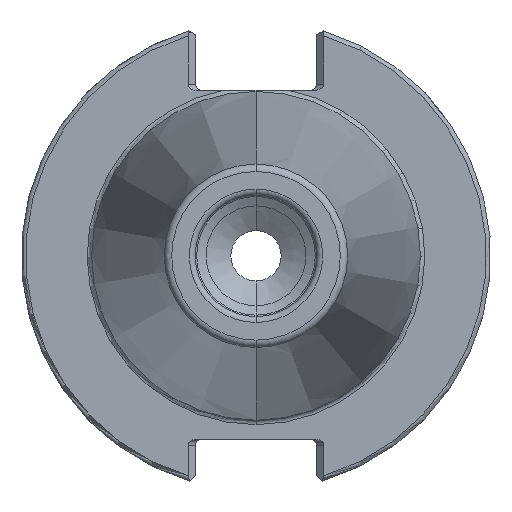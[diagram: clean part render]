
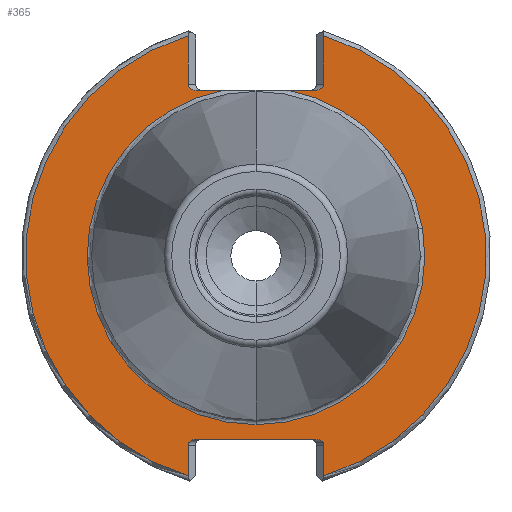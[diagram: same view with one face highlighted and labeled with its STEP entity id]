
A CAD part, left-side view. The second image highlights one B-rep face of the part: STEP entity #365.
In plain terms, the highlighted planar face has unit normal (-1, 0, 0).
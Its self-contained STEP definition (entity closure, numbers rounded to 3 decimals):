
#84 = ORIENTED_EDGE ( 'NONE', *, *, #535, .T. ) ;
#124 = DIRECTION ( 'NONE',  ( 0., 0., 1. ) ) ;
#127 = VERTEX_POINT ( 'NONE', #4002 ) ;
#185 = EDGE_CURVE ( 'NONE', #2053, #127, #3038, .T. ) ;
#212 = DIRECTION ( 'NONE',  ( -1., 0., 0. ) ) ;
#217 = ORIENTED_EDGE ( 'NONE', *, *, #5091, .F. ) ;
#275 = CARTESIAN_POINT ( 'NONE',  ( 3.175, 8.711, -24.8 ) ) ;
#292 = CARTESIAN_POINT ( 'NONE',  ( 3.175, -9.18, 29.767 ) ) ;
#346 = ORIENTED_EDGE ( 'NONE', *, *, #2635, .T. ) ;
#348 = CARTESIAN_POINT ( 'NONE',  ( 3.175, 9.18, -25.131 ) ) ;
#355 = ORIENTED_EDGE ( 'NONE', *, *, #2524, .T. ) ;
#356 = LINE ( 'NONE', #4160, #1443 ) ;
#365 = ADVANCED_FACE ( 'NONE', ( #3277 ), #3339, .F. ) ;
#388 = ORIENTED_EDGE ( 'NONE', *, *, #3429, .F. ) ;
#402 = CARTESIAN_POINT ( 'NONE',  ( 3.175, 0., 0. ) ) ;
#422 = CARTESIAN_POINT ( 'NONE',  ( 3.175, 9.18, -25.6 ) ) ;
#502 = CARTESIAN_POINT ( 'NONE',  ( 3.175, -8.049, -24.8 ) ) ;
#510 = CARTESIAN_POINT ( 'NONE',  ( 3.175, 8.049, -24.8 ) ) ;
#535 = EDGE_CURVE ( 'NONE', #2040, #2129, #2639, .T. ) ;
#564 = EDGE_CURVE ( 'NONE', #4371, #1620, #3606, .T. ) ;
#659 = VERTEX_POINT ( 'NONE', #5283 ) ;
#663 = EDGE_CURVE ( 'NONE', #3616, #1620, #2360, .T. ) ;
#719 = CARTESIAN_POINT ( 'NONE',  ( 3.175, -9.18, -29.767 ) ) ;
#727 = CARTESIAN_POINT ( 'NONE',  ( 3.175, 9.18, -25.6 ) ) ;
#750 = CARTESIAN_POINT ( 'NONE',  ( 3.175, 8.711, 22.4 ) ) ;
#811 = LINE ( 'NONE', #4696, #3973 ) ;
#815 = CARTESIAN_POINT ( 'NONE',  ( 3.175, -9.18, -25.131 ) ) ;
#821 = CARTESIAN_POINT ( 'NONE',  ( 3.175, -9.18, -25.6 ) ) ;
#823 = DIRECTION ( 'NONE',  ( 0., 0., 1. ) ) ;
#871 = DIRECTION ( 'NONE',  ( 1., 0., 0. ) ) ;
#876 = CIRCLE ( 'NONE', #1281, 22.825 ) ;
#944 = LINE ( 'NONE', #2061, #3134 ) ;
#957 = CARTESIAN_POINT ( 'NONE',  ( 3.175, -9.18, -31.75 ) ) ;
#1003 = ORIENTED_EDGE ( 'NONE', *, *, #3413, .T. ) ;
#1168 = CARTESIAN_POINT ( 'NONE',  ( 3.175, 8.049, 22.4 ) ) ;
#1192 = VERTEX_POINT ( 'NONE', #821 ) ;
#1207 = EDGE_CURVE ( 'NONE', #2129, #5285, #2772, .T. ) ;
#1219 = CARTESIAN_POINT ( 'NONE',  ( 3.175, 22.825, 22.4 ) ) ;
#1267 = CARTESIAN_POINT ( 'NONE',  ( 3.175, 0., 0. ) ) ;
#1281 = AXIS2_PLACEMENT_3D ( 'NONE', #402, #3295, #823 ) ;
#1299 = ORIENTED_EDGE ( 'NONE', *, *, #2716, .T. ) ;
#1443 = VECTOR ( 'NONE', #4581, 1000. ) ;
#1611 = CARTESIAN_POINT ( 'NONE',  ( 3.175, -8.711, -24.8 ) ) ;
#1620 = VERTEX_POINT ( 'NONE', #292 ) ;
#1630 =( BOUNDED_CURVE ( )  B_SPLINE_CURVE ( 3, ( #3161, #2907, #3338, #3560 ),
 .UNSPECIFIED., .F., .F. ) 
 B_SPLINE_CURVE_WITH_KNOTS ( ( 4, 4 ),
 ( 3.142, 4.712 ),
 .UNSPECIFIED. ) 
 CURVE ( )  GEOMETRIC_REPRESENTATION_ITEM ( )  RATIONAL_B_SPLINE_CURVE ( ( 1., 0.805, 0.805, 1. ) ) 
 REPRESENTATION_ITEM ( '' )  );
#1647 = VECTOR ( 'NONE', #3598, 1000. ) ;
#1668 = DIRECTION ( 'NONE',  ( 0., 0., 1. ) ) ;
#1908 = CARTESIAN_POINT ( 'NONE',  ( 3.175, 8.049, -24.8 ) ) ;
#1984 = ORIENTED_EDGE ( 'NONE', *, *, #3092, .T. ) ;
#1991 = CARTESIAN_POINT ( 'NONE',  ( 3.175, 9.18, 22.731 ) ) ;
#2040 = VERTEX_POINT ( 'NONE', #2479 ) ;
#2053 = VERTEX_POINT ( 'NONE', #4915 ) ;
#2061 = CARTESIAN_POINT ( 'NONE',  ( 3.175, 22.825, 22.4 ) ) ;
#2129 = VERTEX_POINT ( 'NONE', #727 ) ;
#2130 = CARTESIAN_POINT ( 'NONE',  ( 3.175, -9.18, 23.2 ) ) ;
#2157 = EDGE_CURVE ( 'NONE', #3616, #659, #1630, .T. ) ;
#2158 = ORIENTED_EDGE ( 'NONE', *, *, #1207, .T. ) ;
#2216 = CIRCLE ( 'NONE', #4626, 31.15 ) ;
#2244 = VERTEX_POINT ( 'NONE', #2374 ) ;
#2274 = AXIS2_PLACEMENT_3D ( 'NONE', #2698, #212, #3109 ) ;
#2360 = LINE ( 'NONE', #5323, #4417 ) ;
#2374 = CARTESIAN_POINT ( 'NONE',  ( 3.175, 9.18, 29.767 ) ) ;
#2391 = ORIENTED_EDGE ( 'NONE', *, *, #3995, .F. ) ;
#2479 = CARTESIAN_POINT ( 'NONE',  ( 3.175, 9.18, -29.767 ) ) ;
#2491 = DIRECTION ( 'NONE',  ( 0., 1., 0. ) ) ;
#2524 = EDGE_CURVE ( 'NONE', #5285, #4073, #811, .T. ) ;
#2635 = EDGE_CURVE ( 'NONE', #4073, #1192, #3164, .T. ) ;
#2639 = LINE ( 'NONE', #3649, #1647 ) ;
#2698 = CARTESIAN_POINT ( 'NONE',  ( 3.175, 0., 0. ) ) ;
#2716 = EDGE_CURVE ( 'NONE', #2244, #2040, #2216, .T. ) ;
#2769 = AXIS2_PLACEMENT_3D ( 'NONE', #3907, #3920, #3925 ) ;
#2772 =( BOUNDED_CURVE ( )  B_SPLINE_CURVE ( 3, ( #422, #348, #275, #510 ),
 .UNSPECIFIED., .F., .T. ) 
 B_SPLINE_CURVE_WITH_KNOTS ( ( 4, 4 ),
 ( 3.142, 4.712 ),
 .UNSPECIFIED. ) 
 CURVE ( )  GEOMETRIC_REPRESENTATION_ITEM ( )  RATIONAL_B_SPLINE_CURVE ( ( 1., 0.805, 0.805, 1. ) ) 
 REPRESENTATION_ITEM ( '' )  );
#2776 = ORIENTED_EDGE ( 'NONE', *, *, #2157, .T. ) ;
#2907 = CARTESIAN_POINT ( 'NONE',  ( 3.175, -9.18, 22.731 ) ) ;
#3038 =( BOUNDED_CURVE ( )  B_SPLINE_CURVE ( 3, ( #1168, #750, #1991, #4874 ),
 .UNSPECIFIED., .F., .T. ) 
 B_SPLINE_CURVE_WITH_KNOTS ( ( 4, 4 ),
 ( 4.712, 6.283 ),
 .UNSPECIFIED. ) 
 CURVE ( )  GEOMETRIC_REPRESENTATION_ITEM ( )  RATIONAL_B_SPLINE_CURVE ( ( 1., 0.805, 0.805, 1. ) ) 
 REPRESENTATION_ITEM ( '' )  );
#3092 = EDGE_CURVE ( 'NONE', #659, #4366, #944, .T. ) ;
#3109 = DIRECTION ( 'NONE',  ( 0., 0., 1. ) ) ;
#3134 = VECTOR ( 'NONE', #2491, 1000. ) ;
#3161 = CARTESIAN_POINT ( 'NONE',  ( 3.175, -9.18, 23.2 ) ) ;
#3164 =( BOUNDED_CURVE ( )  B_SPLINE_CURVE ( 3, ( #4506, #1611, #815, #3716 ),
 .UNSPECIFIED., .F., .F. ) 
 B_SPLINE_CURVE_WITH_KNOTS ( ( 4, 4 ),
 ( 4.712, 6.283 ),
 .UNSPECIFIED. ) 
 CURVE ( )  GEOMETRIC_REPRESENTATION_ITEM ( )  RATIONAL_B_SPLINE_CURVE ( ( 1., 0.805, 0.805, 1. ) ) 
 REPRESENTATION_ITEM ( '' )  );
#3192 = VECTOR ( 'NONE', #4100, 1000. ) ;
#3277 = FACE_OUTER_BOUND ( 'NONE', #4647, .T. ) ;
#3295 = DIRECTION ( 'NONE',  ( -1., 0., 0. ) ) ;
#3338 = CARTESIAN_POINT ( 'NONE',  ( 3.175, -8.711, 22.4 ) ) ;
#3339 = PLANE ( 'NONE',  #4518 ) ;
#3413 = EDGE_CURVE ( 'NONE', #3816, #2053, #4153, .T. ) ;
#3429 = EDGE_CURVE ( 'NONE', #4115, #4366, #876, .T. ) ;
#3430 = DIRECTION ( 'NONE',  ( 0., 0., 1. ) ) ;
#3481 = ORIENTED_EDGE ( 'NONE', *, *, #663, .F. ) ;
#3543 = CARTESIAN_POINT ( 'NONE',  ( 3.175, 4.384, 22.4 ) ) ;
#3560 = CARTESIAN_POINT ( 'NONE',  ( 3.175, -8.049, 22.4 ) ) ;
#3598 = DIRECTION ( 'NONE',  ( 0., 0., 1. ) ) ;
#3606 = CIRCLE ( 'NONE', #2769, 31.15 ) ;
#3616 = VERTEX_POINT ( 'NONE', #2130 ) ;
#3625 = CARTESIAN_POINT ( 'NONE',  ( 3.175, -4.384, 22.4 ) ) ;
#3649 = CARTESIAN_POINT ( 'NONE',  ( 3.175, 9.18, -31.75 ) ) ;
#3716 = CARTESIAN_POINT ( 'NONE',  ( 3.175, -9.18, -25.6 ) ) ;
#3737 = ORIENTED_EDGE ( 'NONE', *, *, #3763, .F. ) ;
#3763 = EDGE_CURVE ( 'NONE', #3816, #4115, #4156, .T. ) ;
#3765 = DIRECTION ( 'NONE',  ( 0., 0., -1. ) ) ;
#3816 = VERTEX_POINT ( 'NONE', #3543 ) ;
#3907 = CARTESIAN_POINT ( 'NONE',  ( 3.175, 0., 0. ) ) ;
#3920 = DIRECTION ( 'NONE',  ( -1., 0., 0. ) ) ;
#3925 = DIRECTION ( 'NONE',  ( 0., 0., 1. ) ) ;
#3973 = VECTOR ( 'NONE', #4795, 1000. ) ;
#3995 = EDGE_CURVE ( 'NONE', #2244, #127, #356, .T. ) ;
#4002 = CARTESIAN_POINT ( 'NONE',  ( 3.175, 9.18, 23.2 ) ) ;
#4073 = VERTEX_POINT ( 'NONE', #502 ) ;
#4100 = DIRECTION ( 'NONE',  ( 0., 1., 0. ) ) ;
#4115 = VERTEX_POINT ( 'NONE', #4254 ) ;
#4148 = DIRECTION ( 'NONE',  ( -1., 0., 0. ) ) ;
#4150 = LINE ( 'NONE', #957, #4275 ) ;
#4153 = LINE ( 'NONE', #1219, #3192 ) ;
#4156 = CIRCLE ( 'NONE', #2274, 22.825 ) ;
#4160 = CARTESIAN_POINT ( 'NONE',  ( 3.175, 9.18, 0. ) ) ;
#4254 = CARTESIAN_POINT ( 'NONE',  ( 3.175, 0., -22.825 ) ) ;
#4275 = VECTOR ( 'NONE', #3430, 1000. ) ;
#4366 = VERTEX_POINT ( 'NONE', #3625 ) ;
#4371 = VERTEX_POINT ( 'NONE', #719 ) ;
#4417 = VECTOR ( 'NONE', #124, 1000. ) ;
#4506 = CARTESIAN_POINT ( 'NONE',  ( 3.175, -8.049, -24.8 ) ) ;
#4511 = ORIENTED_EDGE ( 'NONE', *, *, #564, .T. ) ;
#4518 = AXIS2_PLACEMENT_3D ( 'NONE', #4967, #871, #3765 ) ;
#4581 = DIRECTION ( 'NONE',  ( 0., 0., -1. ) ) ;
#4626 = AXIS2_PLACEMENT_3D ( 'NONE', #1267, #4148, #1668 ) ;
#4647 = EDGE_LOOP ( 'NONE', ( #84, #2158, #355, #346, #217, #4511, #3481, #2776, #1984, #388, #3737, #1003, #5289, #2391, #1299 ) ) ;
#4696 = CARTESIAN_POINT ( 'NONE',  ( 3.175, -9.18, -24.8 ) ) ;
#4795 = DIRECTION ( 'NONE',  ( 0., -1., 0. ) ) ;
#4874 = CARTESIAN_POINT ( 'NONE',  ( 3.175, 9.18, 23.2 ) ) ;
#4915 = CARTESIAN_POINT ( 'NONE',  ( 3.175, 8.049, 22.4 ) ) ;
#4967 = CARTESIAN_POINT ( 'NONE',  ( 3.175, 22.825, 0. ) ) ;
#5091 = EDGE_CURVE ( 'NONE', #4371, #1192, #4150, .T. ) ;
#5283 = CARTESIAN_POINT ( 'NONE',  ( 3.175, -8.049, 22.4 ) ) ;
#5285 = VERTEX_POINT ( 'NONE', #1908 ) ;
#5289 = ORIENTED_EDGE ( 'NONE', *, *, #185, .T. ) ;
#5323 = CARTESIAN_POINT ( 'NONE',  ( 3.175, -9.18, 0. ) ) ;
